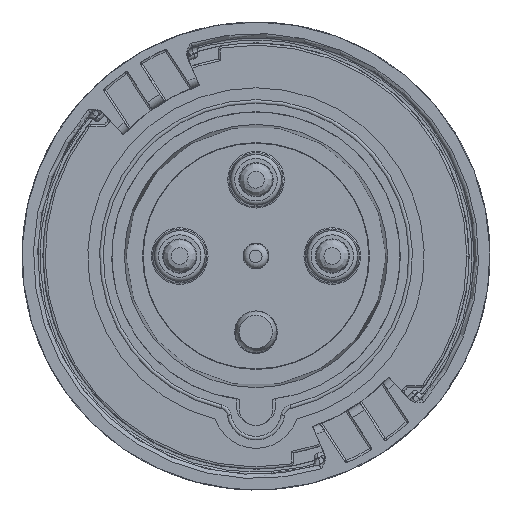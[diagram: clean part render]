
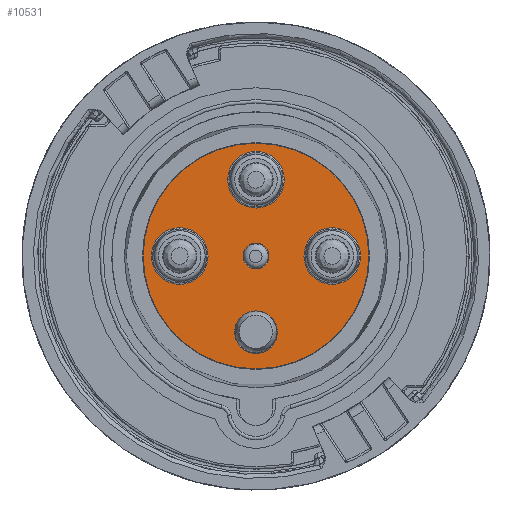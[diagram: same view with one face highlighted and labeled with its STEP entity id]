
A CAD part, front view. The second image highlights one B-rep face of the part: STEP entity #10531.
In plain terms, the highlighted planar face has unit normal (0, -1, 0).
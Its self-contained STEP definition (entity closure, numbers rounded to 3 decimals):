
#2292=FACE_BOUND('',#16167,.T.);
#2293=FACE_BOUND('',#16168,.T.);
#2294=FACE_BOUND('',#16169,.T.);
#2295=FACE_BOUND('',#16170,.T.);
#2296=FACE_BOUND('',#16171,.T.);
#2297=FACE_BOUND('',#16172,.T.);
#3585=PLANE('',#49854);
#10531=ADVANCED_FACE('',(#2292,#2293,#2294,#2295,#2296,#2297),#3585,.F.);
#16167=EDGE_LOOP('',(#28495));
#16168=EDGE_LOOP('',(#28496));
#16169=EDGE_LOOP('',(#28497));
#16170=EDGE_LOOP('',(#28498));
#16171=EDGE_LOOP('',(#28499));
#16172=EDGE_LOOP('',(#28500));
#28495=ORIENTED_EDGE('',*,*,#42480,.F.);
#28496=ORIENTED_EDGE('',*,*,#42481,.T.);
#28497=ORIENTED_EDGE('',*,*,#42483,.T.);
#28498=ORIENTED_EDGE('',*,*,#42486,.T.);
#28499=ORIENTED_EDGE('',*,*,#42529,.F.);
#28500=ORIENTED_EDGE('',*,*,#42531,.F.);
#36463=VERTEX_POINT('',#106624);
#36464=VERTEX_POINT('',#106627);
#36466=VERTEX_POINT('',#106632);
#36469=VERTEX_POINT('',#106639);
#36501=VERTEX_POINT('',#106764);
#36503=VERTEX_POINT('',#106770);
#42480=EDGE_CURVE('',#36463,#36463,#46298,.T.);
#42481=EDGE_CURVE('',#36464,#36464,#46299,.T.);
#42483=EDGE_CURVE('',#36466,#36466,#46301,.T.);
#42486=EDGE_CURVE('',#36469,#36469,#46304,.T.);
#42529=EDGE_CURVE('',#36501,#36501,#46341,.T.);
#42531=EDGE_CURVE('',#36503,#36503,#46343,.T.);
#46298=CIRCLE('',#49787,27.);
#46299=CIRCLE('',#49789,6.776);
#46301=CIRCLE('',#49792,6.776);
#46304=CIRCLE('',#49796,6.776);
#46341=CIRCLE('',#49847,3.1);
#46343=CIRCLE('',#49851,5.1);
#49787=AXIS2_PLACEMENT_3D('',#106623,#58404,#58405);
#49789=AXIS2_PLACEMENT_3D('',#106626,#58408,#58409);
#49792=AXIS2_PLACEMENT_3D('',#106631,#58414,#58415);
#49796=AXIS2_PLACEMENT_3D('',#106638,#58422,#58423);
#49847=AXIS2_PLACEMENT_3D('',#106763,#58524,#58525);
#49851=AXIS2_PLACEMENT_3D('',#106769,#58532,#58533);
#49854=AXIS2_PLACEMENT_3D('',#106773,#58538,#58539);
#58404=DIRECTION('',(0.,1.,0.));
#58405=DIRECTION('',(-1.,0.,0.));
#58408=DIRECTION('',(0.,1.,0.));
#58409=DIRECTION('',(-1.,0.,0.));
#58414=DIRECTION('',(0.,1.,0.));
#58415=DIRECTION('',(-1.,0.,0.));
#58422=DIRECTION('',(0.,1.,0.));
#58423=DIRECTION('',(-1.,0.,0.));
#58524=DIRECTION('',(0.,-1.,0.));
#58525=DIRECTION('',(-1.,0.,0.));
#58532=DIRECTION('',(0.,-1.,0.));
#58533=DIRECTION('',(-1.,0.,0.));
#58538=DIRECTION('',(0.,1.,0.));
#58539=DIRECTION('',(1.,0.,0.));
#106623=CARTESIAN_POINT('',(0.,1.5,19.4));
#106624=CARTESIAN_POINT('',(-27.,1.5,19.4));
#106626=CARTESIAN_POINT('',(-18.25,1.5,19.4));
#106627=CARTESIAN_POINT('',(-25.026,1.5,19.4));
#106631=CARTESIAN_POINT('',(0.,1.5,37.65));
#106632=CARTESIAN_POINT('',(-6.776,1.5,37.65));
#106638=CARTESIAN_POINT('',(18.25,1.5,19.4));
#106639=CARTESIAN_POINT('',(11.474,1.5,19.4));
#106763=CARTESIAN_POINT('',(0.,1.5,19.4));
#106764=CARTESIAN_POINT('',(-3.1,1.5,19.4));
#106769=CARTESIAN_POINT('',(0.,1.5,1.15));
#106770=CARTESIAN_POINT('',(-5.1,1.5,1.15));
#106773=CARTESIAN_POINT('',(32.401,1.5,-13.001));
